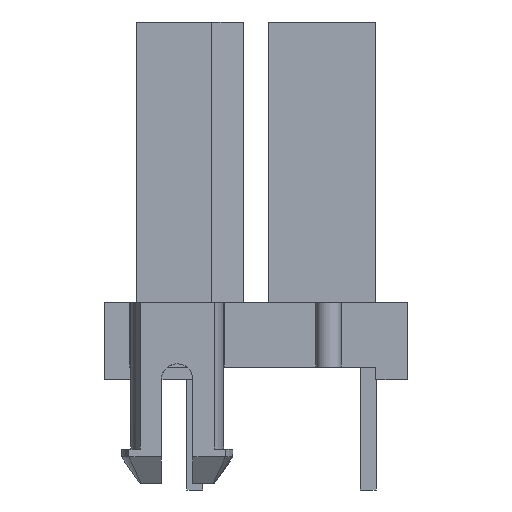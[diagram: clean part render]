
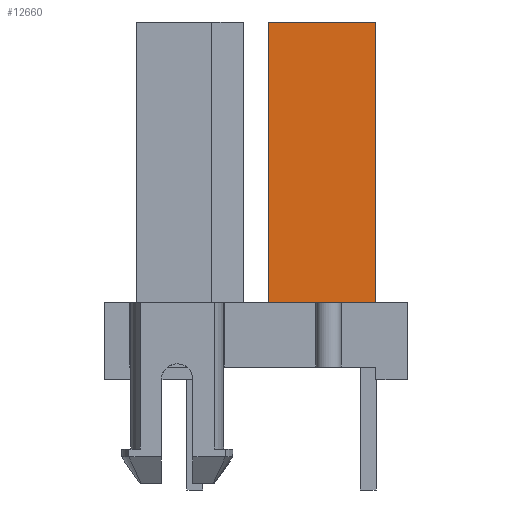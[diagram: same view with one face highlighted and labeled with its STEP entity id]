
A CAD part, left-side view. The second image highlights one B-rep face of the part: STEP entity #12660.
In plain terms, the highlighted planar face has unit normal (-1, 0, 0).
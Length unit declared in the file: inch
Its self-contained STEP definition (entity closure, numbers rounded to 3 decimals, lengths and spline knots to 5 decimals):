
#48 = CARTESIAN_POINT ( 'NONE',  ( -0.72835, -0.14961, 0.35039 ) ) ;
#64 = VERTEX_POINT ( 'NONE', #10018 ) ;
#210 = LINE ( 'NONE', #14933, #10971 ) ;
#327 = EDGE_CURVE ( 'NONE', #12060, #8896, #4608, .T. ) ;
#1401 = VECTOR ( 'NONE', #2350, 39.37008 ) ;
#2291 = CARTESIAN_POINT ( 'NONE',  ( -0.72835, -0.14961, 0.35039 ) ) ;
#2350 = DIRECTION ( 'NONE',  ( 0., -1., 0. ) ) ;
#3214 = EDGE_CURVE ( 'NONE', #8896, #64, #11321, .T. ) ;
#3299 = VECTOR ( 'NONE', #5982, 39.37008 ) ;
#3321 = DIRECTION ( 'NONE',  ( 1., 0., 0. ) ) ;
#3699 = FACE_OUTER_BOUND ( 'NONE', #7333, .T. ) ;
#4503 = EDGE_CURVE ( 'NONE', #9408, #64, #11670, .T. ) ;
#4602 = DIRECTION ( 'NONE',  ( 0., 0., -1. ) ) ;
#4608 = LINE ( 'NONE', #2291, #1401 ) ;
#4763 = CARTESIAN_POINT ( 'NONE',  ( -0.72835, -0.14961, 0. ) ) ;
#5982 = DIRECTION ( 'NONE',  ( 0., -1., 0. ) ) ;
#6386 = EDGE_CURVE ( 'NONE', #12060, #9408, #210, .T. ) ;
#6860 = CARTESIAN_POINT ( 'NONE',  ( -0.72835, -0.14961, 0.35039 ) ) ;
#7333 = EDGE_LOOP ( 'NONE', ( #15007, #15297, #13415, #11228 ) ) ;
#7489 = DIRECTION ( 'NONE',  ( 0., 0., -1. ) ) ;
#8087 = VECTOR ( 'NONE', #15634, 39.37008 ) ;
#8833 = CARTESIAN_POINT ( 'NONE',  ( -0.72835, -0.01575, 0. ) ) ;
#8896 = VERTEX_POINT ( 'NONE', #10281 ) ;
#9298 = AXIS2_PLACEMENT_3D ( 'NONE', #6860, #3321, #4602 ) ;
#9408 = VERTEX_POINT ( 'NONE', #8833 ) ;
#10018 = CARTESIAN_POINT ( 'NONE',  ( -0.72835, -0.14961, 0. ) ) ;
#10281 = CARTESIAN_POINT ( 'NONE',  ( -0.72835, -0.14961, 0.35039 ) ) ;
#10971 = VECTOR ( 'NONE', #7489, 39.37008 ) ;
#11228 = ORIENTED_EDGE ( 'NONE', *, *, #6386, .T. ) ;
#11321 = LINE ( 'NONE', #48, #8087 ) ;
#11670 = LINE ( 'NONE', #4763, #3299 ) ;
#11723 = CARTESIAN_POINT ( 'NONE',  ( -0.72835, -0.01575, 0.35039 ) ) ;
#11870 = PLANE ( 'NONE',  #9298 ) ;
#12060 = VERTEX_POINT ( 'NONE', #11723 ) ;
#12660 = ADVANCED_FACE ( 'NONE', ( #3699 ), #11870, .F. ) ;
#13415 = ORIENTED_EDGE ( 'NONE', *, *, #327, .F. ) ;
#14933 = CARTESIAN_POINT ( 'NONE',  ( -0.72835, -0.01575, 0.35039 ) ) ;
#15007 = ORIENTED_EDGE ( 'NONE', *, *, #4503, .T. ) ;
#15297 = ORIENTED_EDGE ( 'NONE', *, *, #3214, .F. ) ;
#15634 = DIRECTION ( 'NONE',  ( 0., 0., -1. ) ) ;
